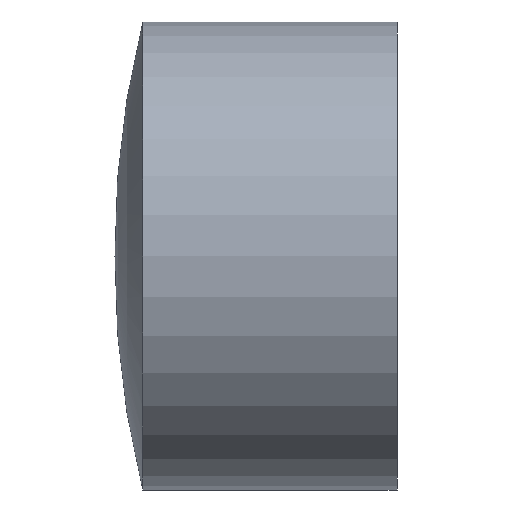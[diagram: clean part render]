
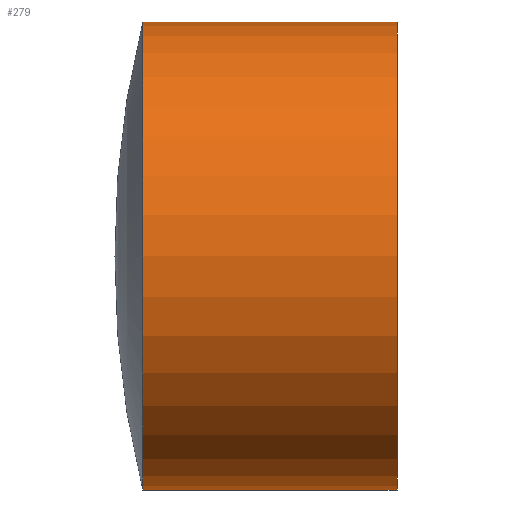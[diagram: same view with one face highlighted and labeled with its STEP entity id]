
A CAD part, left-side view. The second image highlights one B-rep face of the part: STEP entity #279.
In plain terms, the highlighted cylindrical face has radius 140 mm (diameter 280 mm), a partial arc.
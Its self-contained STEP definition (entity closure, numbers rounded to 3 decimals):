
#1 = DIRECTION ( 'NONE',  ( 0., 0., -1. ) ) ;
#2 = DIRECTION ( 'NONE',  ( 0., -1., 0. ) ) ;
#3 = CARTESIAN_POINT ( 'NONE',  ( 0., 0., 0. ) ) ;
#12 = VECTOR ( 'NONE', #298, 1000. ) ;
#20 = CARTESIAN_POINT ( 'NONE',  ( 0., 0., 0. ) ) ;
#21 = DIRECTION ( 'NONE',  ( 0., 0., -1. ) ) ;
#36 = AXIS2_PLACEMENT_3D ( 'NONE', #213, #255, #21 ) ;
#42 = CIRCLE ( 'NONE', #36, 140. ) ;
#45 = DIRECTION ( 'NONE',  ( 0., -1., 0. ) ) ;
#64 = AXIS2_PLACEMENT_3D ( 'NONE', #20, #150, #243 ) ;
#66 = EDGE_LOOP ( 'NONE', ( #161, #162, #163, #165 ) ) ;
#69 = EDGE_CURVE ( 'NONE', #190, #201, #196, .T. ) ;
#77 = VERTEX_POINT ( 'NONE', #123 ) ;
#123 = CARTESIAN_POINT ( 'NONE',  ( 0., 152.129, 140. ) ) ;
#133 = VECTOR ( 'NONE', #45, 1000. ) ;
#142 = CARTESIAN_POINT ( 'NONE',  ( 0., 152.129, -140. ) ) ;
#144 = LINE ( 'NONE', #239, #12 ) ;
#150 = DIRECTION ( 'NONE',  ( 0., -1., 0. ) ) ;
#161 = ORIENTED_EDGE ( 'NONE', *, *, #211, .F. ) ;
#162 = ORIENTED_EDGE ( 'NONE', *, *, #307, .T. ) ;
#163 = ORIENTED_EDGE ( 'NONE', *, *, #224, .T. ) ;
#165 = ORIENTED_EDGE ( 'NONE', *, *, #69, .F. ) ;
#190 = VERTEX_POINT ( 'NONE', #206 ) ;
#194 = AXIS2_PLACEMENT_3D ( 'NONE', #3, #2, #1 ) ;
#196 = CIRCLE ( 'NONE', #194, 140. ) ;
#197 = VERTEX_POINT ( 'NONE', #142 ) ;
#201 = VERTEX_POINT ( 'NONE', #223 ) ;
#206 = CARTESIAN_POINT ( 'NONE',  ( 0., 0., 140. ) ) ;
#208 = LINE ( 'NONE', #266, #133 ) ;
#211 = EDGE_CURVE ( 'NONE', #77, #190, #208, .T. ) ;
#212 = FACE_OUTER_BOUND ( 'NONE', #66, .T. ) ;
#213 = CARTESIAN_POINT ( 'NONE',  ( 0., 152.129, 0. ) ) ;
#223 = CARTESIAN_POINT ( 'NONE',  ( 0., 0., -140. ) ) ;
#224 = EDGE_CURVE ( 'NONE', #197, #201, #144, .T. ) ;
#239 = CARTESIAN_POINT ( 'NONE',  ( 0., 0., -140. ) ) ;
#243 = DIRECTION ( 'NONE',  ( 0., 0., -1. ) ) ;
#254 = CYLINDRICAL_SURFACE ( 'NONE', #64, 140. ) ;
#255 = DIRECTION ( 'NONE',  ( 0., -1., 0. ) ) ;
#266 = CARTESIAN_POINT ( 'NONE',  ( 0., 0., 140. ) ) ;
#279 = ADVANCED_FACE ( 'NONE', ( #212 ), #254, .T. ) ;
#298 = DIRECTION ( 'NONE',  ( 0., -1., 0. ) ) ;
#307 = EDGE_CURVE ( 'NONE', #77, #197, #42, .T. ) ;
